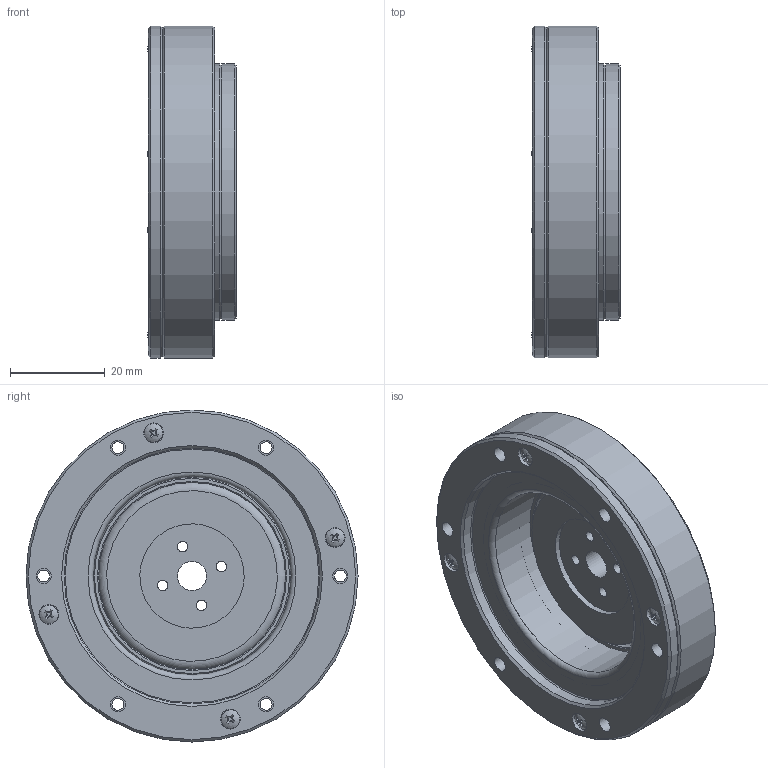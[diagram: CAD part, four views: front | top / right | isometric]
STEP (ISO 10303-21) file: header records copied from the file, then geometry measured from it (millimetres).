
FILE_DESCRIPTION(/* description */ ('STEP AP242','CAx-IF Rec.Pracs.---Representation and Presentation of Product Manufacturing Information (PMI)---4.0---2014-10-13','CAx-IF Rec.Pracs.---3D Tessellated Geometry---0.4---2014-09-14','2;1'),/* implementation_level */ '2;1');
FILE_NAME(/* name */ '68875f86a62ef20fe4200cbe',/* time_stamp */ '2025-07-28T11:31:20Z',/* author */ (''),/* organization */ (''),/* preprocessor_version */ 'ST-DEVELOPER v20',/* originating_system */ 'ONSHAPE BY PTC INC, 1.201',/* authorisation */ ' ');
FILE_SCHEMA (('AP242_MANAGED_MODEL_BASED_3D_ENGINEERING_MIM_LF { 1 0 10303 442 1 1 4 }'));
Length unit declared in the file: metre
Products named in the file (15): HD-14Pro-xxx; HD-14Pro_006; ??????? M2�4_??; HD-14Pro???? <1>; HD-14Pro_005; SXD-17????; HD-14Pro_003; ???? 56x1_??; HD-14Pro????_?? <1>; ???3�2.85; HD-14Pro_001; ???? 57x1.5_??; ??????? M1.6�6_??; HD-14Pro_004; HD-14Pro_002
Assembly tree (72 placements, depth 3):
  HD-14Pro-xxx
    HD-14Pro_006
    ??????? M2�4_??  x4
    HD-14Pro???? <1>
      HD-14Pro_005
      SXD-17????
    HD-14Pro_003
    ???? 56x1_??
    HD-14Pro????_?? <1>
      ???3�2.85  x56
      HD-14Pro_001
      ???? 57x1.5_??
      ??????? M1.6�6_??
      HD-14Pro_004
      HD-14Pro_002
Bounding box: 18.56 x 70 x 70 mm (x, y, z)
Volume: 37793.3 mm3; surface area: 38478.6 mm2
Topology: 70 solids, 70 shells, 650 faces, 1279 edges, 784 vertices
Faces by surface type: plane 260, cylinder 175, cone 165, torus 41, bspline 5, sphere 4
Full cylindrical faces by diameter (mm): 1.25 x1, 1.5 x1, 1.6 x5, 1.7 x1, 1.732 x4, 2 x4, 2.05 x10, 2.2 x8, 2.5 x16, 2.6 x12, 3 x56, 3.2 x6, 4 x4, 4.2 x4, 5 x4, 6.2 x1, 22 x1, 30.3 x1, 32.684 x2, 36 x1, 39.436 x2, 41.722 x2, 42.162 x1, 43.34 x1, 43.517 x1, 45.4 x1, 46 x2, 54 x3, 55 x3, 55.4 x1
Entity records: 9435 total; most frequent: CARTESIAN_POINT 2755, DIRECTION 1425, ORIENTED_EDGE 908, AXIS2_PLACEMENT_3D 667, FACE_BOUND 558, EDGE_LOOP 539, EDGE_CURVE 454, VERTEX_POINT 392
